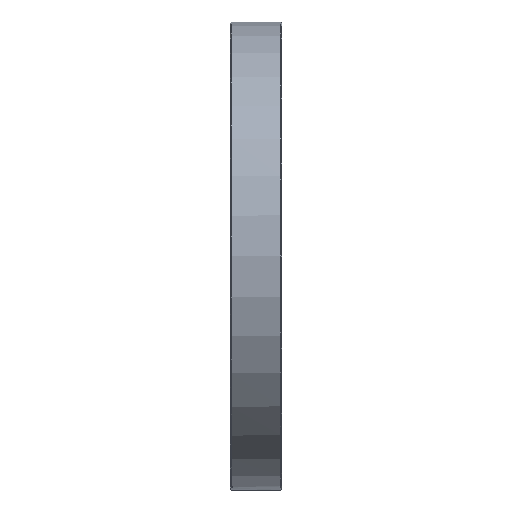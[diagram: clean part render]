
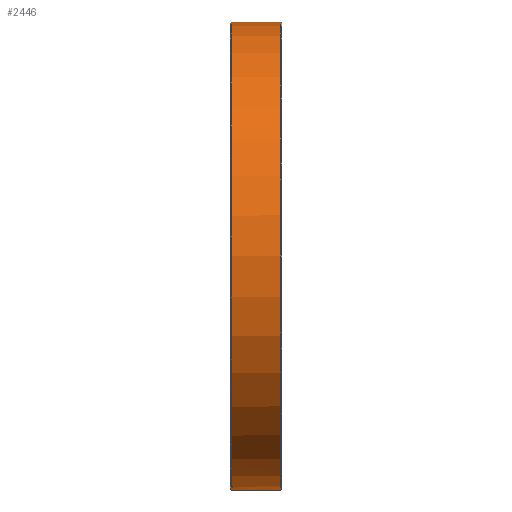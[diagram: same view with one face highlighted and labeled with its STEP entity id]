
A CAD part, left-side view. The second image highlights one B-rep face of the part: STEP entity #2446.
In plain terms, the highlighted cylindrical face has radius 101.2 mm (diameter 202.4 mm), a partial arc.
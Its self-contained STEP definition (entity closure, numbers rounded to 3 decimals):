
#70 = VERTEX_POINT ( 'NONE', #2108 ) ;
#130 = VERTEX_POINT ( 'NONE', #1273 ) ;
#151 = VERTEX_POINT ( 'NONE', #1265 ) ;
#194 = CYLINDRICAL_SURFACE ( 'NONE', #2071, 101.2 ) ;
#270 = CARTESIAN_POINT ( 'NONE',  ( 0., -15.022, -101.2 ) ) ;
#286 = DIRECTION ( 'NONE',  ( 0., -1., 0. ) ) ;
#343 = FACE_OUTER_BOUND ( 'NONE', #2138, .T. ) ;
#362 = AXIS2_PLACEMENT_3D ( 'NONE', #1855, #1170, #1734 ) ;
#384 = CARTESIAN_POINT ( 'NONE',  ( -14.348, -15.022, -100.178 ) ) ;
#427 = AXIS2_PLACEMENT_3D ( 'NONE', #2857, #2845, #2839 ) ;
#509 = AXIS2_PLACEMENT_3D ( 'NONE', #1416, #1409, #1379 ) ;
#516 = ORIENTED_EDGE ( 'NONE', *, *, #1041, .T. ) ;
#583 = EDGE_CURVE ( 'NONE', #130, #1395, #2750, .T. ) ;
#643 = ORIENTED_EDGE ( 'NONE', *, *, #1337, .T. ) ;
#646 = EDGE_CURVE ( 'NONE', #2312, #151, #2602, .T. ) ;
#647 = CARTESIAN_POINT ( 'NONE',  ( 0., -15.022, 101.2 ) ) ;
#648 = ORIENTED_EDGE ( 'NONE', *, *, #1103, .T. ) ;
#664 = CARTESIAN_POINT ( 'NONE',  ( 0., -15.022, 0. ) ) ;
#715 = VERTEX_POINT ( 'NONE', #1993 ) ;
#805 = DIRECTION ( 'NONE',  ( 0., -1., 0. ) ) ;
#826 = ORIENTED_EDGE ( 'NONE', *, *, #1349, .T. ) ;
#1015 = EDGE_CURVE ( 'NONE', #130, #715, #1093, .T. ) ;
#1041 = EDGE_CURVE ( 'NONE', #2830, #2312, #1296, .T. ) ;
#1077 = VERTEX_POINT ( 'NONE', #2113 ) ;
#1093 = CIRCLE ( 'NONE', #362, 101.2 ) ;
#1103 = EDGE_CURVE ( 'NONE', #715, #70, #1946, .T. ) ;
#1170 = DIRECTION ( 'NONE',  ( 0., -1., 0. ) ) ;
#1197 = EDGE_CURVE ( 'NONE', #70, #1077, #1840, .T. ) ;
#1265 = CARTESIAN_POINT ( 'NONE',  ( 0., 0.4, -101.2 ) ) ;
#1273 = CARTESIAN_POINT ( 'NONE',  ( 0., 21.9, 101.2 ) ) ;
#1296 = CIRCLE ( 'NONE', #2476, 101.2 ) ;
#1337 = EDGE_CURVE ( 'NONE', #1077, #2830, #2593, .T. ) ;
#1349 = EDGE_CURVE ( 'NONE', #151, #1395, #2700, .T. ) ;
#1379 = DIRECTION ( 'NONE',  ( 0., 0., -1. ) ) ;
#1395 = VERTEX_POINT ( 'NONE', #3025 ) ;
#1409 = DIRECTION ( 'NONE',  ( 0., -1., 0. ) ) ;
#1416 = CARTESIAN_POINT ( 'NONE',  ( 0., 21.1, 0. ) ) ;
#1585 = ORIENTED_EDGE ( 'NONE', *, *, #583, .F. ) ;
#1633 = ORIENTED_EDGE ( 'NONE', *, *, #1197, .T. ) ;
#1634 = DIRECTION ( 'NONE',  ( 0., -1., 0. ) ) ;
#1699 = DIRECTION ( 'NONE',  ( 0., 0., -1. ) ) ;
#1734 = DIRECTION ( 'NONE',  ( 0., 0., -1. ) ) ;
#1744 = VECTOR ( 'NONE', #2084, 1000. ) ;
#1840 = CIRCLE ( 'NONE', #509, 101.2 ) ;
#1855 = CARTESIAN_POINT ( 'NONE',  ( 0., 21.9, 0. ) ) ;
#1920 = CARTESIAN_POINT ( 'NONE',  ( 0., 21.9, -101.2 ) ) ;
#1946 = LINE ( 'NONE', #2050, #1744 ) ;
#1993 = CARTESIAN_POINT ( 'NONE',  ( -17.311, 21.9, -99.708 ) ) ;
#2050 = CARTESIAN_POINT ( 'NONE',  ( -17.311, -15.022, -99.708 ) ) ;
#2071 = AXIS2_PLACEMENT_3D ( 'NONE', #664, #1634, #1699 ) ;
#2084 = DIRECTION ( 'NONE',  ( 0., -1., 0. ) ) ;
#2108 = CARTESIAN_POINT ( 'NONE',  ( -17.311, 21.1, -99.708 ) ) ;
#2113 = CARTESIAN_POINT ( 'NONE',  ( -14.348, 21.1, -100.178 ) ) ;
#2138 = EDGE_LOOP ( 'NONE', ( #1585, #2506, #648, #1633, #643, #516, #2708, #826 ) ) ;
#2312 = VERTEX_POINT ( 'NONE', #1920 ) ;
#2446 = ADVANCED_FACE ( 'NONE', ( #343 ), #194, .T. ) ;
#2476 = AXIS2_PLACEMENT_3D ( 'NONE', #2838, #2783, #2774 ) ;
#2506 = ORIENTED_EDGE ( 'NONE', *, *, #1015, .T. ) ;
#2561 = VECTOR ( 'NONE', #286, 1000. ) ;
#2593 = LINE ( 'NONE', #384, #2736 ) ;
#2602 = LINE ( 'NONE', #270, #2561 ) ;
#2616 = CARTESIAN_POINT ( 'NONE',  ( -14.348, 21.9, -100.178 ) ) ;
#2700 = CIRCLE ( 'NONE', #427, 101.2 ) ;
#2708 = ORIENTED_EDGE ( 'NONE', *, *, #646, .T. ) ;
#2710 = VECTOR ( 'NONE', #805, 1000. ) ;
#2736 = VECTOR ( 'NONE', #3060, 1000. ) ;
#2750 = LINE ( 'NONE', #647, #2710 ) ;
#2774 = DIRECTION ( 'NONE',  ( 0., 0., -1. ) ) ;
#2783 = DIRECTION ( 'NONE',  ( 0., -1., 0. ) ) ;
#2830 = VERTEX_POINT ( 'NONE', #2616 ) ;
#2838 = CARTESIAN_POINT ( 'NONE',  ( 0., 21.9, 0. ) ) ;
#2839 = DIRECTION ( 'NONE',  ( 0., 0., 1. ) ) ;
#2845 = DIRECTION ( 'NONE',  ( 0., 1., 0. ) ) ;
#2857 = CARTESIAN_POINT ( 'NONE',  ( 0., 0.4, 0. ) ) ;
#3025 = CARTESIAN_POINT ( 'NONE',  ( 0., 0.4, 101.2 ) ) ;
#3060 = DIRECTION ( 'NONE',  ( 0., 1., 0. ) ) ;
